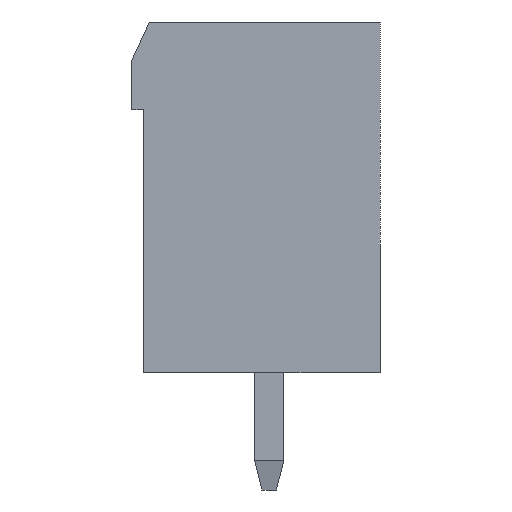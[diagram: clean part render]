
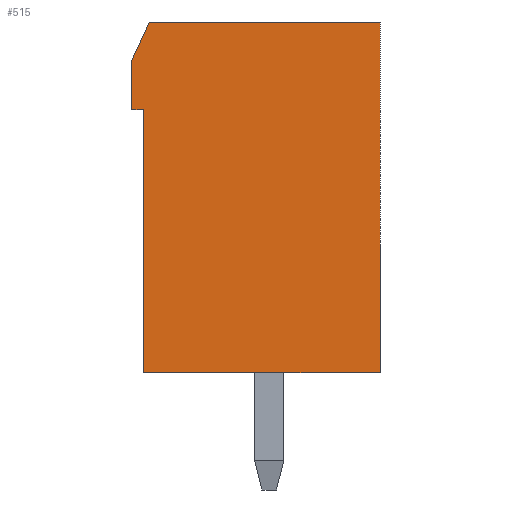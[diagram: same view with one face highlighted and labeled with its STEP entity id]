
A CAD part, left-side view. The second image highlights one B-rep face of the part: STEP entity #515.
In plain terms, the highlighted planar face has unit normal (-1, 0, 0).
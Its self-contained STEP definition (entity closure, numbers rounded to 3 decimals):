
#515 = ADVANCED_FACE( '', ( #1108 ), #1109, .F. );
#1108 = FACE_OUTER_BOUND( '', #1808, .T. );
#1109 = PLANE( '', #1809 );
#1808 = EDGE_LOOP( '', ( #3081, #3082, #3083, #3084, #3085, #3086, #3087 ) );
#1809 = AXIS2_PLACEMENT_3D( '', #3088, #3089, #3090 );
#3081 = ORIENTED_EDGE( '', *, *, #4732, .F. );
#3082 = ORIENTED_EDGE( '', *, *, #4733, .F. );
#3083 = ORIENTED_EDGE( '', *, *, #4446, .F. );
#3084 = ORIENTED_EDGE( '', *, *, #4734, .F. );
#3085 = ORIENTED_EDGE( '', *, *, #4259, .F. );
#3086 = ORIENTED_EDGE( '', *, *, #4389, .F. );
#3087 = ORIENTED_EDGE( '', *, *, #4735, .F. );
#3088 = CARTESIAN_POINT( '', ( -15., 0., 0. ) );
#3089 = DIRECTION( '', ( 1., 0., 0. ) );
#3090 = DIRECTION( '', ( 0., 0., -1. ) );
#4259 = EDGE_CURVE( '', #5065, #5061, #5067, .T. );
#4389 = EDGE_CURVE( '', #5293, #5065, #5295, .T. );
#4446 = EDGE_CURVE( '', #5396, #5398, #5399, .T. );
#4732 = EDGE_CURVE( '', #5845, #5846, #5847, .T. );
#4733 = EDGE_CURVE( '', #5398, #5845, #5848, .T. );
#4734 = EDGE_CURVE( '', #5061, #5396, #5849, .T. );
#4735 = EDGE_CURVE( '', #5846, #5293, #5850, .T. );
#5061 = VERTEX_POINT( '', #6253 );
#5065 = VERTEX_POINT( '', #6259 );
#5067 = LINE( '', #6262, #6263 );
#5293 = VERTEX_POINT( '', #6586 );
#5295 = LINE( '', #6589, #6590 );
#5396 = VERTEX_POINT( '', #6736 );
#5398 = VERTEX_POINT( '', #6739 );
#5399 = LINE( '', #6740, #6741 );
#5845 = VERTEX_POINT( '', #7477 );
#5846 = VERTEX_POINT( '', #7478 );
#5847 = LINE( '', #7479, #7480 );
#5848 = LINE( '', #7481, #7482 );
#5849 = LINE( '', #7483, #7484 );
#5850 = LINE( '', #7485, #7486 );
#6253 = CARTESIAN_POINT( '', ( -15., 3.85, 3. ) );
#6259 = CARTESIAN_POINT( '', ( -15., 3.85, -6. ) );
#6262 = CARTESIAN_POINT( '', ( -15., 3.85, -6. ) );
#6263 = VECTOR( '', #8203, 1000. );
#6586 = CARTESIAN_POINT( '', ( -15., -4.25, -6. ) );
#6589 = CARTESIAN_POINT( '', ( -15., -4.25, -6. ) );
#6590 = VECTOR( '', #8329, 1000. );
#6736 = CARTESIAN_POINT( '', ( -15., 4.25, 3. ) );
#6739 = CARTESIAN_POINT( '', ( -15., 4.25, 4.7 ) );
#6740 = CARTESIAN_POINT( '', ( -15., 4.25, 3. ) );
#6741 = VECTOR( '', #8388, 1000. );
#7477 = CARTESIAN_POINT( '', ( -15., 3.65, 6. ) );
#7478 = CARTESIAN_POINT( '', ( -15., -4.25, 6. ) );
#7479 = CARTESIAN_POINT( '', ( -15., 3.65, 6. ) );
#7480 = VECTOR( '', #8643, 1000. );
#7481 = CARTESIAN_POINT( '', ( -15., 4.25, 4.7 ) );
#7482 = VECTOR( '', #8644, 1000. );
#7483 = CARTESIAN_POINT( '', ( -15., 3.85, 3. ) );
#7484 = VECTOR( '', #8645, 1000. );
#7485 = CARTESIAN_POINT( '', ( -15., -4.25, 6. ) );
#7486 = VECTOR( '', #8646, 1000. );
#8203 = DIRECTION( '', ( 0., 0., 1. ) );
#8329 = DIRECTION( '', ( 0., 1., 0. ) );
#8388 = DIRECTION( '', ( 0., 0., 1. ) );
#8643 = DIRECTION( '', ( 0., -1., 0. ) );
#8644 = DIRECTION( '', ( 0., -0.419, 0.908 ) );
#8645 = DIRECTION( '', ( 0., 1., 0. ) );
#8646 = DIRECTION( '', ( 0., 0., -1. ) );
